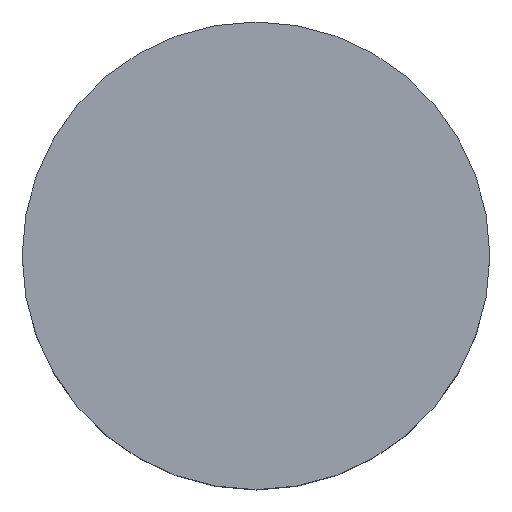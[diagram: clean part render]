
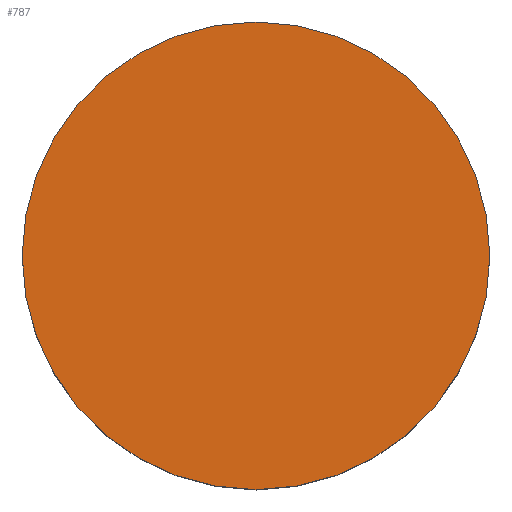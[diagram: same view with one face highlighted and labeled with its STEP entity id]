
A CAD part, top view. The second image highlights one B-rep face of the part: STEP entity #787.
In plain terms, the highlighted planar face has unit normal (0, 0, 1).
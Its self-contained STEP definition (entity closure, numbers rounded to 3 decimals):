
#350=CARTESIAN_POINT('',(0.,0.,13.5));
#351=DIRECTION('',(0.,0.,1.));
#352=DIRECTION('',(0.,1.,0.));
#353=AXIS2_PLACEMENT_3D('',#350,#351,#352);
#358=CARTESIAN_POINT('',(0.,0.,13.5));
#359=DIRECTION('',(0.,0.,-1.));
#360=DIRECTION('',(0.,1.,0.));
#361=AXIS2_PLACEMENT_3D('',#358,#359,#360);
#383=CARTESIAN_POINT('',(0.,16.,13.5));
#385=VERTEX_POINT('',#383);
#387=CARTESIAN_POINT('',(0.,-16.,13.5));
#389=VERTEX_POINT('',#387);
#778=CARTESIAN_POINT('',(0.,0.,13.5));
#779=DIRECTION('',(0.,0.,-1.));
#780=DIRECTION('',(0.,-1.,0.));
#781=AXIS2_PLACEMENT_3D('',#778,#779,#780);
#782=PLANE('',#781);
#783=ORIENTED_EDGE('',*,*,#771,.F.);
#784=ORIENTED_EDGE('',*,*,#760,.T.);
#785=EDGE_LOOP('',(#783,#784));
#786=FACE_OUTER_BOUND('',#785,.F.);
#787=ADVANCED_FACE('',(#786),#782,.F.);
#354=CIRCLE('',#353,16.);
#362=CIRCLE('',#361,16.);
#760=EDGE_CURVE('',#385,#389,#362,.T.);
#771=EDGE_CURVE('',#385,#389,#354,.T.);
